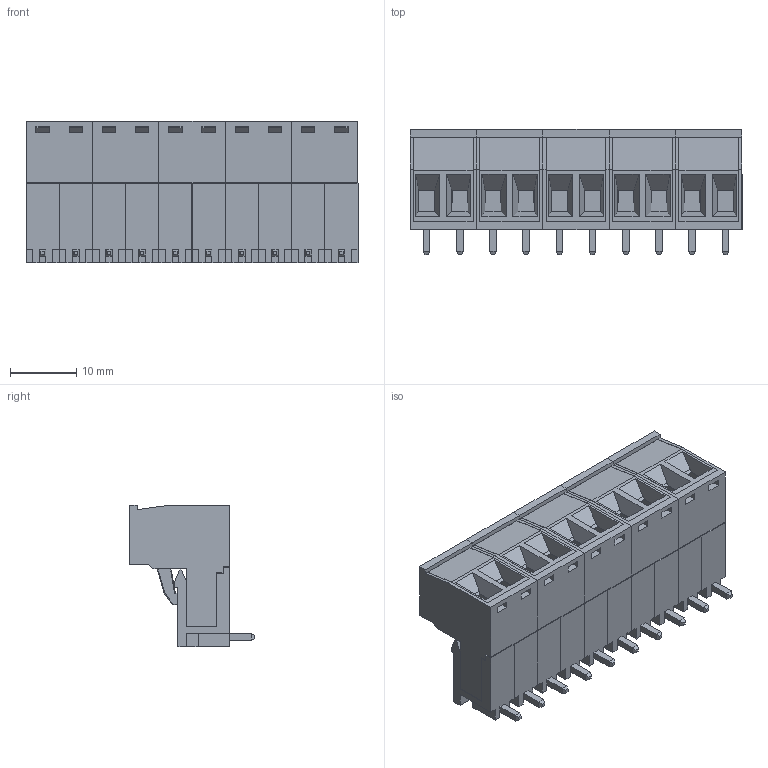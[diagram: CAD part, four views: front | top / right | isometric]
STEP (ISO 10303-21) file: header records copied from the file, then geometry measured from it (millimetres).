
FILE_DESCRIPTION (( 'STEP AP214' ), '1' );
FILE_NAME ('10P.STEP', '2021-08-08T18:56:52', ( '' ), ( '' ), 'SwSTEP 2.0', 'SolidWorks 2020', '' );
FILE_SCHEMA (( 'AUTOMOTIVE_DESIGN' ));
Length unit declared in the file: millimetre
Products named in the file (28): 1P; 2P.stp; 691352710002.stp; Metal; 6913527100xxCAGE.stp; 2P; 10P; 6913527100xx_VIS.stp; Socket; 691352710002_COFFRE.stp; 6913527100xx_PIN.stp
Assembly tree (80 placements, depth 4):
  10P
    2P
      2P.stp
        6913527100xx_PIN.stp  x2
        6913527100xxCAGE.stp  x2
        6913527100xx_VIS.stp  x2
        691352710002.stp
        691352710002_COFFRE.stp
      1P
        Metal
        Socket
      1P
        Metal
        Socket
    2P
      2P.stp
        6913527100xx_PIN.stp  x2
        6913527100xxCAGE.stp  x2
        6913527100xx_VIS.stp  x2
        691352710002.stp
        691352710002_COFFRE.stp
      1P
        Metal
        Socket
      1P
        Metal
        Socket
    2P
      2P.stp
        6913527100xx_PIN.stp  x2
        6913527100xxCAGE.stp  x2
        6913527100xx_VIS.stp  x2
        691352710002.stp
        691352710002_COFFRE.stp
      1P
        Metal
        Socket
      1P
        Metal
        Socket
    2P
      2P.stp
        6913527100xx_PIN.stp  x2
        6913527100xxCAGE.stp  x2
        6913527100xx_VIS.stp  x2
        691352710002.stp
        691352710002_COFFRE.stp
      1P
        Metal
        Socket
      1P
        Metal
        Socket
    2P
      2P.stp
        6913527100xx_PIN.stp  x2
        6913527100xxCAGE.stp  x2
        6913527100xx_VIS.stp  x2
        691352710002.stp
        691352710002_COFFRE.stp
Bounding box: 50 x 18.85 x 21.32 mm (x, y, z)
Volume: 7737.7 mm3; surface area: 21028.7 mm2
Topology: 60 solids, 60 shells, 3010 faces, 8140 edges, 5250 vertices
Faces by surface type: plane 2080, cylinder 780, cone 80, sphere 40, torus 30
Entity records: 13986 total; most frequent: CARTESIAN_POINT 2455, DIRECTION 2268, ORIENTED_EDGE 2186, EDGE_CURVE 1093, VECTOR 874, LINE 874, VERTEX_POINT 708, AXIS2_PLACEMENT_3D 697
